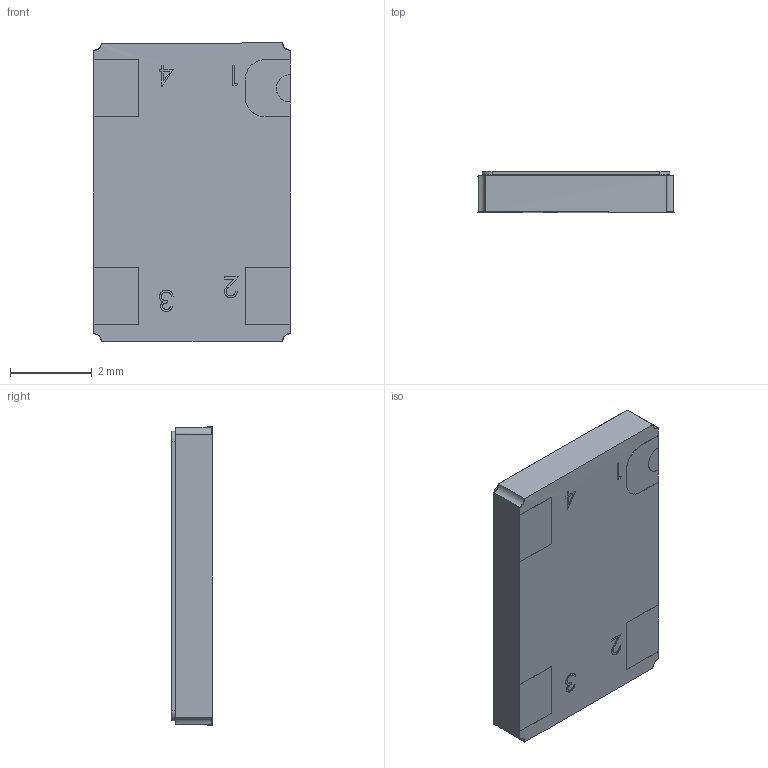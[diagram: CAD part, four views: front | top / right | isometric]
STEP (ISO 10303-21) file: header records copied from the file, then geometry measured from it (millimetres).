
FILE_DESCRIPTION (( 'STEP AP214' ), '1' );
FILE_NAME ('User Library-cwx815.STEP', '2014-04-29T14:21:45', ( 'Windows User' ), ( '' ), 'SwSTEP 2.0', 'SolidWorks 2014', '' );
FILE_SCHEMA (( 'AUTOMOTIVE_DESIGN' ));
Length unit declared in the file: millimetre
Products named in the file (1): User Library-cwx815
Bounding box: 4.8 x 1 x 7.3 mm (x, y, z)
Volume: 34.6 mm3; surface area: 93.4 mm2
Topology: 1 solids, 1 shells, 210 faces, 560 edges, 367 vertices
Faces by surface type: plane 128, bspline 36, cylinder 31, torus 15
Entity records: 11696 total; most frequent: CARTESIAN_POINT 4629, ORIENTED_EDGE 1120, DIRECTION 723, EDGE_CURVE 560, VERTEX_POINT 367, LINE 317, VECTOR 317, EDGE_LOOP 225
